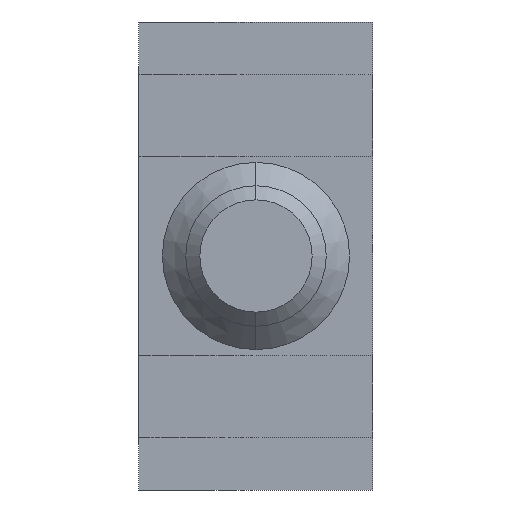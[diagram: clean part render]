
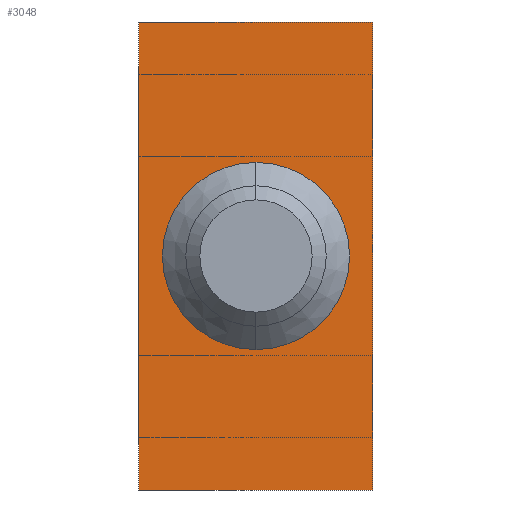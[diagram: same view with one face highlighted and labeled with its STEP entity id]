
A CAD part, left-side view. The second image highlights one B-rep face of the part: STEP entity #3048.
In plain terms, the highlighted planar face has unit normal (-1, 0, 0).
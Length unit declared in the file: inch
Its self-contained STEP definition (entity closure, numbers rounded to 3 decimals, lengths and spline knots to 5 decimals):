
#58 = VERTEX_POINT ( 'NONE', #2899 ) ;
#100 = CARTESIAN_POINT ( 'NONE',  ( 0., 0.3937, 0.7874 ) ) ;
#148 = DIRECTION ( 'NONE',  ( 0., -1., 0. ) ) ;
#194 = FACE_BOUND ( 'NONE', #2449, .T. ) ;
#214 = DIRECTION ( 'NONE',  ( -1., 0., 0. ) ) ;
#226 = CARTESIAN_POINT ( 'NONE',  ( 0., 0.3937, 0. ) ) ;
#278 = DIRECTION ( 'NONE',  ( 0., 0., -1. ) ) ;
#281 = DIRECTION ( 'NONE',  ( 1., 0., 0. ) ) ;
#286 = CARTESIAN_POINT ( 'NONE',  ( 0., 0.3937, 0. ) ) ;
#289 = CARTESIAN_POINT ( 'NONE',  ( 0., 0., 0. ) ) ;
#314 = EDGE_CURVE ( 'NONE', #1358, #2055, #2429, .T. ) ;
#351 = VECTOR ( 'NONE', #1589, 39.37008 ) ;
#360 = PLANE ( 'NONE',  #1067 ) ;
#362 = LINE ( 'NONE', #1595, #351 ) ;
#514 = FACE_OUTER_BOUND ( 'NONE', #2064, .T. ) ;
#529 = EDGE_CURVE ( 'NONE', #58, #3162, #362, .T. ) ;
#813 = EDGE_CURVE ( 'NONE', #58, #1358, #3081, .T. ) ;
#937 = EDGE_CURVE ( 'NONE', #3162, #2055, #2597, .T. ) ;
#1010 = EDGE_CURVE ( 'NONE', #3356, #1747, #2358, .T. ) ;
#1067 = AXIS2_PLACEMENT_3D ( 'NONE', #286, #281, #278 ) ;
#1164 = CARTESIAN_POINT ( 'NONE',  ( 0., 0.19685, 0.3937 ) ) ;
#1197 = EDGE_CURVE ( 'NONE', #1747, #3356, #1756, .T. ) ;
#1358 = VERTEX_POINT ( 'NONE', #289 ) ;
#1589 = DIRECTION ( 'NONE',  ( 0., 0., 1. ) ) ;
#1595 = CARTESIAN_POINT ( 'NONE',  ( 0., 0.3937, 0. ) ) ;
#1677 = CARTESIAN_POINT ( 'NONE',  ( 0., 0., 0.7874 ) ) ;
#1718 = ORIENTED_EDGE ( 'NONE', *, *, #1010, .F. ) ;
#1740 = DIRECTION ( 'NONE',  ( -1., 0., 0. ) ) ;
#1747 = VERTEX_POINT ( 'NONE', #2342 ) ;
#1756 = CIRCLE ( 'NONE', #1913, 0.11614 ) ;
#1913 = AXIS2_PLACEMENT_3D ( 'NONE', #1164, #1740, #2120 ) ;
#1966 = ORIENTED_EDGE ( 'NONE', *, *, #813, .T. ) ;
#2030 = VECTOR ( 'NONE', #2163, 39.37008 ) ;
#2043 = ORIENTED_EDGE ( 'NONE', *, *, #1197, .F. ) ;
#2045 = ORIENTED_EDGE ( 'NONE', *, *, #314, .T. ) ;
#2055 = VERTEX_POINT ( 'NONE', #1677 ) ;
#2064 = EDGE_LOOP ( 'NONE', ( #2045, #2083, #2085, #1966 ) ) ;
#2083 = ORIENTED_EDGE ( 'NONE', *, *, #937, .F. ) ;
#2085 = ORIENTED_EDGE ( 'NONE', *, *, #529, .F. ) ;
#2120 = DIRECTION ( 'NONE',  ( 0., 0., -1. ) ) ;
#2162 = CARTESIAN_POINT ( 'NONE',  ( 0., 0., 0. ) ) ;
#2163 = DIRECTION ( 'NONE',  ( 0., 0., 1. ) ) ;
#2342 = CARTESIAN_POINT ( 'NONE',  ( 0., 0.31299, 0.3937 ) ) ;
#2358 = CIRCLE ( 'NONE', #2860, 0.11614 ) ;
#2429 = LINE ( 'NONE', #2162, #2030 ) ;
#2449 = EDGE_LOOP ( 'NONE', ( #1718, #2043 ) ) ;
#2569 = VECTOR ( 'NONE', #2751, 39.37008 ) ;
#2597 = LINE ( 'NONE', #2779, #2569 ) ;
#2683 = CARTESIAN_POINT ( 'NONE',  ( 0., 0.08071, 0.3937 ) ) ;
#2751 = DIRECTION ( 'NONE',  ( 0., -1., 0. ) ) ;
#2779 = CARTESIAN_POINT ( 'NONE',  ( 0., 0.3937, 0.7874 ) ) ;
#2860 = AXIS2_PLACEMENT_3D ( 'NONE', #3272, #214, #3292 ) ;
#2899 = CARTESIAN_POINT ( 'NONE',  ( 0., 0.3937, 0. ) ) ;
#3048 = ADVANCED_FACE ( 'NONE', ( #194, #514 ), #360, .F. ) ;
#3081 = LINE ( 'NONE', #226, #3319 ) ;
#3162 = VERTEX_POINT ( 'NONE', #100 ) ;
#3272 = CARTESIAN_POINT ( 'NONE',  ( 0., 0.19685, 0.3937 ) ) ;
#3292 = DIRECTION ( 'NONE',  ( 0., 0., -1. ) ) ;
#3319 = VECTOR ( 'NONE', #148, 39.37008 ) ;
#3356 = VERTEX_POINT ( 'NONE', #2683 ) ;
